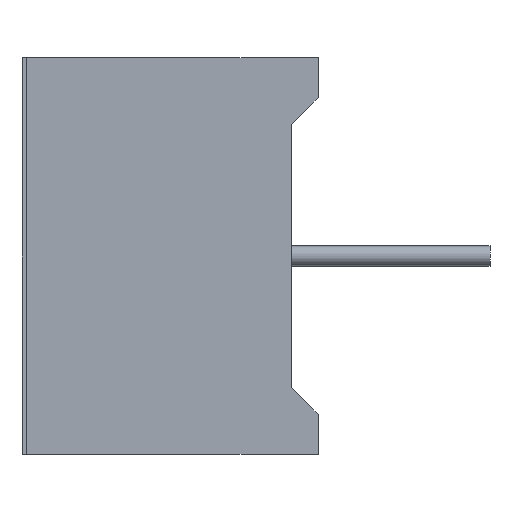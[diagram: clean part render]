
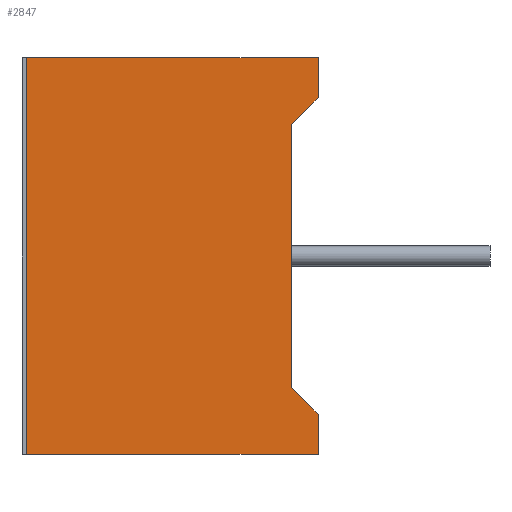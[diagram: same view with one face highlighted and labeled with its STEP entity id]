
A CAD part, left-side view. The second image highlights one B-rep face of the part: STEP entity #2847.
In plain terms, the highlighted planar face has unit normal (-1, 0, 0).
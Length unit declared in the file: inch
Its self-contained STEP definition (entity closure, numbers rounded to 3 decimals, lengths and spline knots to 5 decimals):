
#204 = DIRECTION ( 'NONE',  ( 0., 0., -1. ) ) ;
#262 = VECTOR ( 'NONE', #1085, 39.37008 ) ;
#263 = CARTESIAN_POINT ( 'NONE',  ( -0.2955, 0.394, -0.2955 ) ) ;
#297 = DIRECTION ( 'NONE',  ( 0., 0., 1. ) ) ;
#502 = EDGE_CURVE ( 'NONE', #2803, #4083, #1332, .T. ) ;
#514 = CARTESIAN_POINT ( 'NONE',  ( -0.2955, -0.04, -0.2955 ) ) ;
#527 = CARTESIAN_POINT ( 'NONE',  ( -0.2955, 0., -0.1955 ) ) ;
#561 = FACE_OUTER_BOUND ( 'NONE', #3054, .T. ) ;
#769 = CARTESIAN_POINT ( 'NONE',  ( -0.2955, -0.04, 0.2355 ) ) ;
#861 = EDGE_CURVE ( 'NONE', #3986, #4574, #4898, .T. ) ;
#1044 = LINE ( 'NONE', #3013, #5211 ) ;
#1085 = DIRECTION ( 'NONE',  ( 0., 0., 1. ) ) ;
#1199 = VERTEX_POINT ( 'NONE', #4539 ) ;
#1223 = CARTESIAN_POINT ( 'NONE',  ( -0.2955, 0.394, -0.2955 ) ) ;
#1279 = VECTOR ( 'NONE', #4890, 39.37008 ) ;
#1332 = LINE ( 'NONE', #263, #262 ) ;
#1524 = VERTEX_POINT ( 'NONE', #3152 ) ;
#1608 = DIRECTION ( 'NONE',  ( 0., -1., 0. ) ) ;
#1636 = LINE ( 'NONE', #1223, #3666 ) ;
#1881 = EDGE_CURVE ( 'NONE', #5082, #3986, #2349, .T. ) ;
#2023 = DIRECTION ( 'NONE',  ( 0., -0.707, 0.707 ) ) ;
#2038 = VERTEX_POINT ( 'NONE', #514 ) ;
#2043 = EDGE_CURVE ( 'NONE', #1199, #5082, #2914, .T. ) ;
#2107 = DIRECTION ( 'NONE',  ( 1., 0., 0. ) ) ;
#2314 = CARTESIAN_POINT ( 'NONE',  ( -0.2955, -0.04, 0.2705 ) ) ;
#2349 = LINE ( 'NONE', #3304, #1279 ) ;
#2376 = ORIENTED_EDGE ( 'NONE', *, *, #4686, .T. ) ;
#2394 = ORIENTED_EDGE ( 'NONE', *, *, #2043, .T. ) ;
#2433 = DIRECTION ( 'NONE',  ( 0., -1., 0. ) ) ;
#2477 = PLANE ( 'NONE',  #5017 ) ;
#2580 = CARTESIAN_POINT ( 'NONE',  ( -0.2955, 0., 0.1955 ) ) ;
#2716 = VECTOR ( 'NONE', #297, 39.37008 ) ;
#2753 = ORIENTED_EDGE ( 'NONE', *, *, #502, .F. ) ;
#2803 = VERTEX_POINT ( 'NONE', #3679 ) ;
#2847 = ADVANCED_FACE ( 'NONE', ( #561 ), #2477, .F. ) ;
#2914 = LINE ( 'NONE', #527, #5067 ) ;
#2957 = EDGE_CURVE ( 'NONE', #1199, #2038, #1044, .T. ) ;
#3003 = VECTOR ( 'NONE', #2023, 39.37008 ) ;
#3013 = CARTESIAN_POINT ( 'NONE',  ( -0.2955, -0.04, -0.2705 ) ) ;
#3054 = EDGE_LOOP ( 'NONE', ( #2376, #3073, #2394, #4845, #4347, #4247, #4666, #2753 ) ) ;
#3073 = ORIENTED_EDGE ( 'NONE', *, *, #2957, .F. ) ;
#3082 = CARTESIAN_POINT ( 'NONE',  ( -0.2955, 0., -0.1955 ) ) ;
#3152 = CARTESIAN_POINT ( 'NONE',  ( -0.2955, -0.04, 0.2955 ) ) ;
#3304 = CARTESIAN_POINT ( 'NONE',  ( -0.2955, 0., -0.2955 ) ) ;
#3354 = DIRECTION ( 'NONE',  ( 0., 0.707, 0.707 ) ) ;
#3425 = EDGE_CURVE ( 'NONE', #4083, #1524, #4701, .T. ) ;
#3619 = VECTOR ( 'NONE', #2433, 39.37008 ) ;
#3656 = CARTESIAN_POINT ( 'NONE',  ( -0.2955, -0.04, 0.2355 ) ) ;
#3666 = VECTOR ( 'NONE', #1608, 39.37008 ) ;
#3679 = CARTESIAN_POINT ( 'NONE',  ( -0.2955, 0.394, -0.2955 ) ) ;
#3803 = LINE ( 'NONE', #2314, #2716 ) ;
#3986 = VERTEX_POINT ( 'NONE', #2580 ) ;
#4083 = VERTEX_POINT ( 'NONE', #4668 ) ;
#4247 = ORIENTED_EDGE ( 'NONE', *, *, #5194, .T. ) ;
#4347 = ORIENTED_EDGE ( 'NONE', *, *, #861, .T. ) ;
#4425 = CARTESIAN_POINT ( 'NONE',  ( -0.2955, 0.394, 0.2955 ) ) ;
#4515 = CARTESIAN_POINT ( 'NONE',  ( -0.2955, 0.394, -0.2955 ) ) ;
#4539 = CARTESIAN_POINT ( 'NONE',  ( -0.2955, -0.04, -0.2355 ) ) ;
#4574 = VERTEX_POINT ( 'NONE', #769 ) ;
#4666 = ORIENTED_EDGE ( 'NONE', *, *, #3425, .F. ) ;
#4668 = CARTESIAN_POINT ( 'NONE',  ( -0.2955, 0.394, 0.2955 ) ) ;
#4686 = EDGE_CURVE ( 'NONE', #2803, #2038, #1636, .T. ) ;
#4701 = LINE ( 'NONE', #4425, #3619 ) ;
#4845 = ORIENTED_EDGE ( 'NONE', *, *, #1881, .T. ) ;
#4890 = DIRECTION ( 'NONE',  ( 0., 0., 1. ) ) ;
#4898 = LINE ( 'NONE', #3656, #3003 ) ;
#4929 = DIRECTION ( 'NONE',  ( 0., 0., -1. ) ) ;
#5017 = AXIS2_PLACEMENT_3D ( 'NONE', #4515, #2107, #4929 ) ;
#5067 = VECTOR ( 'NONE', #3354, 39.37008 ) ;
#5082 = VERTEX_POINT ( 'NONE', #3082 ) ;
#5194 = EDGE_CURVE ( 'NONE', #4574, #1524, #3803, .T. ) ;
#5211 = VECTOR ( 'NONE', #204, 39.37008 ) ;
